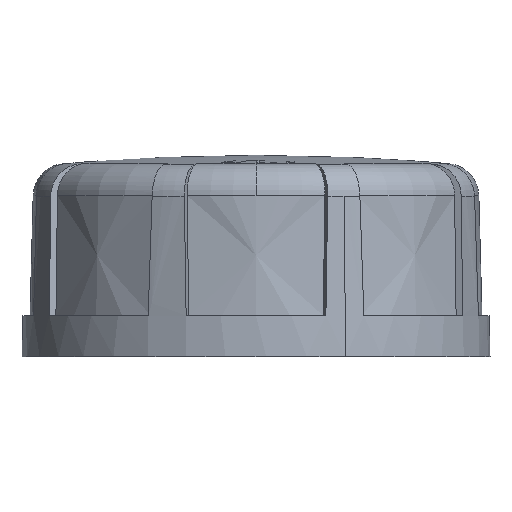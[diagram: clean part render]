
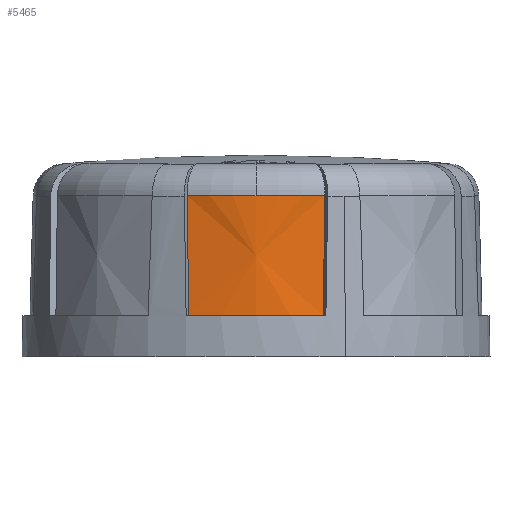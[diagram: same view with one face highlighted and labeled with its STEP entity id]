
A CAD part, left-side view. The second image highlights one B-rep face of the part: STEP entity #5465.
In plain terms, the highlighted conical face has half-angle 1.5 degrees and reference radius 27.5 mm.
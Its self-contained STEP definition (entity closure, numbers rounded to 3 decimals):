
#67 = VERTEX_POINT ( 'NONE', #7551 ) ;
#142 = B_SPLINE_CURVE_WITH_KNOTS ( 'NONE', 3,
 ( #3782, #5553, #1959, #2636 ),
 .UNSPECIFIED., .F., .F.,
 ( 4, 4 ),
 ( 0., 1. ),
 .UNSPECIFIED. ) ;
#253 = CIRCLE ( 'NONE', #1045, 27.5 ) ;
#774 = DIRECTION ( 'NONE',  ( 0., 0., -1. ) ) ;
#819 = VERTEX_POINT ( 'NONE', #4274 ) ;
#892 = CARTESIAN_POINT ( 'NONE',  ( 48.691, -236.542, 19.604 ) ) ;
#1031 = CONICAL_SURFACE ( 'NONE', #3355, 27.5, 0.026 ) ;
#1045 = AXIS2_PLACEMENT_3D ( 'NONE', #1986, #4612, #7530 ) ;
#1111 = EDGE_CURVE ( 'NONE', #67, #10231, #10052, .T. ) ;
#1431 = DIRECTION ( 'NONE',  ( 0.924, 0.383, 0. ) ) ;
#1543 = CARTESIAN_POINT ( 'NONE',  ( 48.377, -219.909, 9.868 ) ) ;
#1667 = AXIS2_PLACEMENT_3D ( 'NONE', #8293, #2019, #9195 ) ;
#1690 = ORIENTED_EDGE ( 'NONE', *, *, #10967, .T. ) ;
#1708 = AXIS2_PLACEMENT_3D ( 'NONE', #1748, #774, #4552 ) ;
#1748 = CARTESIAN_POINT ( 'NONE',  ( 74.479, -228.153, 19.604 ) ) ;
#1842 = ORIENTED_EDGE ( 'NONE', *, *, #1988, .T. ) ;
#1959 = CARTESIAN_POINT ( 'NONE',  ( 48.377, -236.397, 9.868 ) ) ;
#1986 = CARTESIAN_POINT ( 'NONE',  ( 74.479, -228.153, 5. ) ) ;
#1988 = EDGE_CURVE ( 'NONE', #10231, #7368, #253, .T. ) ;
#2019 = DIRECTION ( 'NONE',  ( 0., 0., -1. ) ) ;
#2400 = CARTESIAN_POINT ( 'NONE',  ( 48.691, -219.764, 19.604 ) ) ;
#2636 = CARTESIAN_POINT ( 'NONE',  ( 48.22, -236.323, 5. ) ) ;
#2745 = ORIENTED_EDGE ( 'NONE', *, *, #4524, .T. ) ;
#3355 = AXIS2_PLACEMENT_3D ( 'NONE', #11814, #10904, #1431 ) ;
#3782 = CARTESIAN_POINT ( 'NONE',  ( 48.691, -236.542, 19.604 ) ) ;
#3838 = CIRCLE ( 'NONE', #1708, 27.118 ) ;
#4274 = CARTESIAN_POINT ( 'NONE',  ( 47.361, -228.153, 19.604 ) ) ;
#4524 = EDGE_CURVE ( 'NONE', #819, #67, #6732, .T. ) ;
#4552 = DIRECTION ( 'NONE',  ( 1., 0., 0. ) ) ;
#4612 = DIRECTION ( 'NONE',  ( 0., 0., 1. ) ) ;
#5465 = ADVANCED_FACE ( 'NONE', ( #9990 ), #1031, .T. ) ;
#5491 = CARTESIAN_POINT ( 'NONE',  ( 48.22, -219.982, 5. ) ) ;
#5553 = CARTESIAN_POINT ( 'NONE',  ( 48.534, -236.47, 14.736 ) ) ;
#6537 = EDGE_LOOP ( 'NONE', ( #10313, #1690, #2745, #9095, #1842 ) ) ;
#6732 = CIRCLE ( 'NONE', #1667, 27.118 ) ;
#7154 = CARTESIAN_POINT ( 'NONE',  ( 48.22, -219.982, 5. ) ) ;
#7368 = VERTEX_POINT ( 'NONE', #8169 ) ;
#7530 = DIRECTION ( 'NONE',  ( 0.924, 0.383, 0. ) ) ;
#7551 = CARTESIAN_POINT ( 'NONE',  ( 48.691, -219.764, 19.604 ) ) ;
#8169 = CARTESIAN_POINT ( 'NONE',  ( 48.22, -236.323, 5. ) ) ;
#8236 = VERTEX_POINT ( 'NONE', #892 ) ;
#8293 = CARTESIAN_POINT ( 'NONE',  ( 74.479, -228.153, 19.604 ) ) ;
#9095 = ORIENTED_EDGE ( 'NONE', *, *, #1111, .T. ) ;
#9195 = DIRECTION ( 'NONE',  ( 1., 0., 0. ) ) ;
#9990 = FACE_OUTER_BOUND ( 'NONE', #6537, .T. ) ;
#10052 = B_SPLINE_CURVE_WITH_KNOTS ( 'NONE', 3,
 ( #2400, #11695, #1543, #7154 ),
 .UNSPECIFIED., .F., .F.,
 ( 4, 4 ),
 ( 0., 1. ),
 .UNSPECIFIED. ) ;
#10129 = EDGE_CURVE ( 'NONE', #8236, #7368, #142, .T. ) ;
#10231 = VERTEX_POINT ( 'NONE', #5491 ) ;
#10313 = ORIENTED_EDGE ( 'NONE', *, *, #10129, .F. ) ;
#10904 = DIRECTION ( 'NONE',  ( 0., 0., -1. ) ) ;
#10967 = EDGE_CURVE ( 'NONE', #8236, #819, #3838, .T. ) ;
#11695 = CARTESIAN_POINT ( 'NONE',  ( 48.534, -219.836, 14.736 ) ) ;
#11814 = CARTESIAN_POINT ( 'NONE',  ( 74.479, -228.153, 5. ) ) ;
